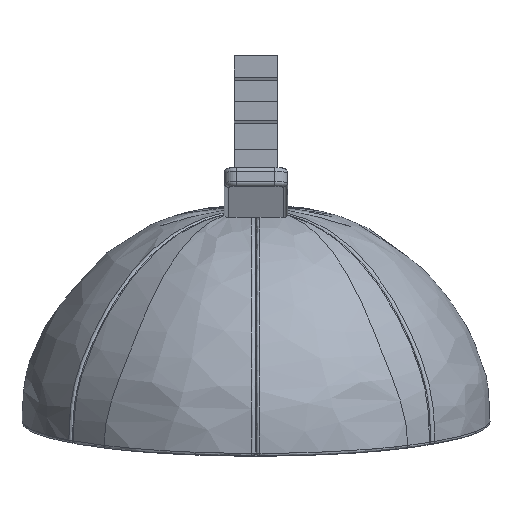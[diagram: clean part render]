
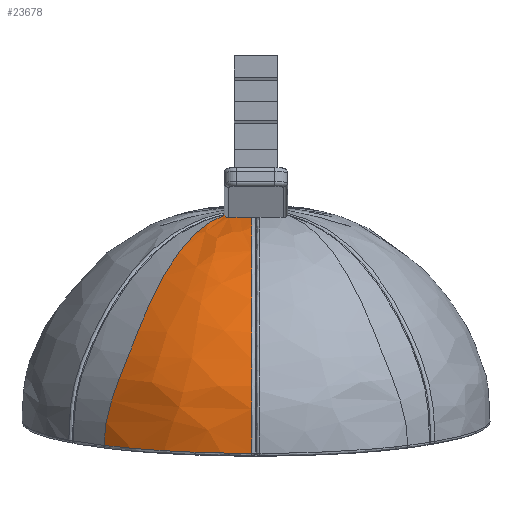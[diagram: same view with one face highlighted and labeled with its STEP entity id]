
A CAD part, front view. The second image highlights one B-rep face of the part: STEP entity #23678.
In plain terms, the highlighted free-form (B-spline) face has degree [3, 3] with [5, 9] control points.
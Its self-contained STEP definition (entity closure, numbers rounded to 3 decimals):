
#3299=CARTESIAN_POINT('',(-2.15,-7.479,14.752));
#3300=CARTESIAN_POINT('',(-2.,-7.518,
14.755));
#3301=CARTESIAN_POINT('',(-1.697,-7.588,
14.762));
#3302=CARTESIAN_POINT('',(-1.24,-7.666,
14.768));
#3303=CARTESIAN_POINT('',(-0.781,-7.718,
14.773));
#3304=CARTESIAN_POINT('',(-0.474,-7.737,
14.775));
#3305=CARTESIAN_POINT('',(-0.321,-7.743,
14.775));
#3310=CARTESIAN_POINT('',(-0.322,-19.859,
-3.862));
#3311=CARTESIAN_POINT('',(-0.322,-19.93,
-3.319));
#3312=CARTESIAN_POINT('',(-0.322,-20.072,
-2.285));
#3313=CARTESIAN_POINT('',(-0.323,-20.171,
-0.591));
#3314=CARTESIAN_POINT('',(-0.322,-20.05,
0.829));
#3315=CARTESIAN_POINT('',(-0.323,-19.758,
2.199));
#3316=CARTESIAN_POINT('',(-0.321,-19.363,
3.439));
#3317=CARTESIAN_POINT('',(-0.323,-18.851,
4.738));
#3318=CARTESIAN_POINT('',(-0.322,-18.164,
6.174));
#3319=CARTESIAN_POINT('',(-0.322,-17.257,
7.737));
#3320=CARTESIAN_POINT('',(-0.324,-16.061,
9.4));
#3321=CARTESIAN_POINT('',(-0.322,-14.667,
10.923));
#3322=CARTESIAN_POINT('',(-0.323,-13.341,
12.068));
#3323=CARTESIAN_POINT('',(-0.322,-12.067,
12.958));
#3324=CARTESIAN_POINT('',(-0.322,-10.861,
13.635));
#3325=CARTESIAN_POINT('',(-0.321,-9.735,
14.143));
#3326=CARTESIAN_POINT('',(-0.321,-8.693,
14.517));
#3327=CARTESIAN_POINT('',(-0.321,-8.048,
14.699));
#3328=CARTESIAN_POINT('',(-0.321,-7.743,
14.775));
#3333=CARTESIAN_POINT('',(-11.998,-15.096,
-3.234));
#3334=CARTESIAN_POINT('',(-11.713,-15.366,
-3.27));
#3335=CARTESIAN_POINT('',(-11.064,-15.945,
-3.346));
#3336=CARTESIAN_POINT('',(-9.802,-16.892,
-3.471));
#3337=CARTESIAN_POINT('',(-8.339,-17.781,
-3.588));
#3338=CARTESIAN_POINT('',(-6.759,-18.536,
-3.688));
#3339=CARTESIAN_POINT('',(-5.184,-19.102,
-3.763));
#3340=CARTESIAN_POINT('',(-3.743,-19.481,
-3.813));
#3341=CARTESIAN_POINT('',(-2.164,-19.757,
-3.849));
#3342=CARTESIAN_POINT('',(-0.957,-19.847,
-3.861));
#3343=CARTESIAN_POINT('',(-0.322,-19.859,
-3.862));
#3348=CARTESIAN_POINT('',(-2.495,-6.467,
14.954));
#3349=CARTESIAN_POINT('',(-2.492,-6.525,
14.943));
#3350=CARTESIAN_POINT('',(-2.484,-6.637,
14.92));
#3351=CARTESIAN_POINT('',(-2.466,-6.787,
14.888));
#3352=CARTESIAN_POINT('',(-2.443,-6.921,
14.86));
#3353=CARTESIAN_POINT('',(-2.416,-7.04,
14.835));
#3354=CARTESIAN_POINT('',(-2.385,-7.146,
14.813));
#3355=CARTESIAN_POINT('',(-2.35,-7.24,
14.793));
#3356=CARTESIAN_POINT('',(-2.311,-7.323,
14.776));
#3357=CARTESIAN_POINT('',(-2.266,-7.394,
14.763));
#3358=CARTESIAN_POINT('',(-2.212,-7.451,
14.753));
#3359=CARTESIAN_POINT('',(-2.172,-7.473,
14.752));
#3360=CARTESIAN_POINT('',(-2.15,-7.479,14.752));
#3752=CARTESIAN_POINT('',(-11.998,-15.096,
-3.234));
#3753=CARTESIAN_POINT('',(-11.951,-15.468,
-0.664));
#3754=CARTESIAN_POINT('',(-10.214,-17.138,
3.115));
#3755=CARTESIAN_POINT('',(-6.456,-11.985,
13.46));
#3756=CARTESIAN_POINT('',(-2.495,-6.467,
14.954));
#3764=CARTESIAN_POINT('',(-11.998,-15.096,
-3.234));
#18525=VERTEX_POINT('',#3764);
#18569=VERTEX_POINT('',#3343);
#18983=VERTEX_POINT('',#3299);
#18984=VERTEX_POINT('',#3305);
#18988=VERTEX_POINT('',#3348);
#23622=CARTESIAN_POINT('',(-12.217,-14.854,
-3.449));
#23623=CARTESIAN_POINT('',(-11.268,-15.783,
-3.571));
#23624=CARTESIAN_POINT('',(-9.313,-17.29,
-3.769));
#23625=CARTESIAN_POINT('',(-5.222,-19.282,
-4.032));
#23626=CARTESIAN_POINT('',(0.,-20.195,
-4.152));
#23627=CARTESIAN_POINT('',(5.222,-19.282,
-4.032));
#23628=CARTESIAN_POINT('',(9.314,-17.29,
-3.769));
#23629=CARTESIAN_POINT('',(11.27,-15.782,
-3.571));
#23630=CARTESIAN_POINT('',(12.219,-14.852,
-3.448));
#23631=CARTESIAN_POINT('',(-12.208,-15.218,
-0.74));
#23632=CARTESIAN_POINT('',(-11.292,-16.115,
-0.863));
#23633=CARTESIAN_POINT('',(-9.388,-17.595,
-1.075));
#23634=CARTESIAN_POINT('',(-5.315,-19.605,
-1.375));
#23635=CARTESIAN_POINT('',(0.,-20.559,
-1.523));
#23636=CARTESIAN_POINT('',(5.315,-19.605,
-1.375));
#23637=CARTESIAN_POINT('',(9.388,-17.594,
-1.075));
#23638=CARTESIAN_POINT('',(11.293,-16.114,
-0.863));
#23639=CARTESIAN_POINT('',(12.21,-15.217,
-0.74));
#23640=CARTESIAN_POINT('',(-10.466,-17.046,
3.017));
#23641=CARTESIAN_POINT('',(-9.539,-17.823,
2.918));
#23642=CARTESIAN_POINT('',(-7.71,-19.016,
2.771));
#23643=CARTESIAN_POINT('',(-4.168,-20.464,
2.601));
#23644=CARTESIAN_POINT('',(-0.002,-21.05,
2.537));
#23645=CARTESIAN_POINT('',(4.166,-20.465,
2.601));
#23646=CARTESIAN_POINT('',(7.709,-19.016,
2.771));
#23647=CARTESIAN_POINT('',(9.54,-17.822,
2.918));
#23648=CARTESIAN_POINT('',(10.468,-17.044,
3.017));
#23649=CARTESIAN_POINT('',(-6.523,-11.816,
13.602));
#23650=CARTESIAN_POINT('',(-6.024,-12.28,
13.542));
#23651=CARTESIAN_POINT('',(-4.999,-13.048,
13.441));
#23652=CARTESIAN_POINT('',(-2.818,-14.099,
13.304));
#23653=CARTESIAN_POINT('',(0.004,-14.605,
13.239));
#23654=CARTESIAN_POINT('',(2.824,-14.097,
13.305));
#23655=CARTESIAN_POINT('',(5.002,-13.046,
13.442));
#23656=CARTESIAN_POINT('',(6.025,-12.279,
13.542));
#23657=CARTESIAN_POINT('',(6.524,-11.815,
13.603));
#23658=CARTESIAN_POINT('',(-2.391,-6.242,
15.008));
#23659=CARTESIAN_POINT('',(-2.258,-6.408,
14.986));
#23660=CARTESIAN_POINT('',(-1.957,-6.721,
14.945));
#23661=CARTESIAN_POINT('',(-1.196,-7.238,
14.877));
#23662=CARTESIAN_POINT('',(0.001,-7.553,
14.836));
#23663=CARTESIAN_POINT('',(1.198,-7.238,
14.877));
#23664=CARTESIAN_POINT('',(1.958,-6.72,
14.945));
#23665=CARTESIAN_POINT('',(2.258,-6.407,
14.986));
#23666=CARTESIAN_POINT('',(2.392,-6.242,
15.008));
#23667=B_SPLINE_SURFACE_WITH_KNOTS('',3,3,((#23622,#23623,#23624,#23625,#23626,
#23627,#23628,#23629,#23630),(#23631,#23632,#23633,#23634,#23635,#23636,#23637,
#23638,#23639),(#23640,#23641,#23642,#23643,#23644,#23645,#23646,#23647,#23648),
(#23649,#23650,#23651,#23652,#23653,#23654,#23655,#23656,#23657),(#23658,#23659,
#23660,#23661,#23662,#23663,#23664,#23665,#23666)),.UNSPECIFIED.,.F.,.F.,.F.,(4,
1,4),(4,1,1,1,1,1,4),(0.,0.435,0.964),(
0.747,0.781,0.812,0.875,
0.937,0.969,1.003),.UNSPECIFIED.);
#23668=ORIENTED_EDGE('',*,*,#21857,.T.);
#23670=ORIENTED_EDGE('',*,*,#23669,.F.);
#23672=ORIENTED_EDGE('',*,*,#23671,.F.);
#23674=ORIENTED_EDGE('',*,*,#23673,.T.);
#23675=ORIENTED_EDGE('',*,*,#22286,.T.);
#23676=EDGE_LOOP('',(#23668,#23670,#23672,#23674,#23675));
#23677=FACE_OUTER_BOUND('',#23676,.F.);
#3306=B_SPLINE_CURVE_WITH_KNOTS('',3,(#3299,#3300,#3301,#3302,#3303,#3304,
#3305),.UNSPECIFIED.,.F.,.F.,(4,1,1,1,4),(0.,0.25,0.5,0.75,1.),
.UNSPECIFIED.);
#3329=B_SPLINE_CURVE_WITH_KNOTS('',3,(#3310,#3311,#3312,#3313,#3314,#3315,#3316,
#3317,#3318,#3319,#3320,#3321,#3322,#3323,#3324,#3325,#3326,#3327,#3328),
.UNSPECIFIED.,.F.,.F.,(4,1,1,1,1,1,1,1,1,1,1,1,1,1,1,1,4),(0.,0.063,0.125,
0.188,0.25,0.313,0.375,0.438,0.5,0.563,0.625,0.688,
0.75,0.813,0.875,0.938,1.),.UNSPECIFIED.);
#3344=B_SPLINE_CURVE_WITH_KNOTS('',3,(#3333,#3334,#3335,#3336,#3337,#3338,#3339,
#3340,#3341,#3342,#3343),.UNSPECIFIED.,.F.,.F.,(4,1,1,1,1,1,1,1,4),(0.,
0.125,0.25,0.375,0.5,0.625,0.75,0.875,1.),.UNSPECIFIED.);
#3361=B_SPLINE_CURVE_WITH_KNOTS('',3,(#3348,#3349,#3350,#3351,#3352,#3353,#3354,
#3355,#3356,#3357,#3358,#3359,#3360),.UNSPECIFIED.,.F.,.F.,(4,1,1,1,1,1,1,1,1,1,
4),(0.,0.1,0.2,0.3,0.4,0.5,0.6,0.7,0.8,0.9,1.),
.UNSPECIFIED.);
#3757=B_SPLINE_CURVE_WITH_KNOTS('',3,(#3752,#3753,#3754,#3755,#3756),
.UNSPECIFIED.,.F.,.F.,(4,1,4),(0.,0.446,1.),.UNSPECIFIED.);
#21857=EDGE_CURVE('',#18983,#18984,#3306,.T.);
#22286=EDGE_CURVE('',#18988,#18983,#3361,.T.);
#23669=EDGE_CURVE('',#18569,#18984,#3329,.T.);
#23671=EDGE_CURVE('',#18525,#18569,#3344,.T.);
#23673=EDGE_CURVE('',#18525,#18988,#3757,.T.);
#23678=ADVANCED_FACE('',(#23677),#23667,.F.);
